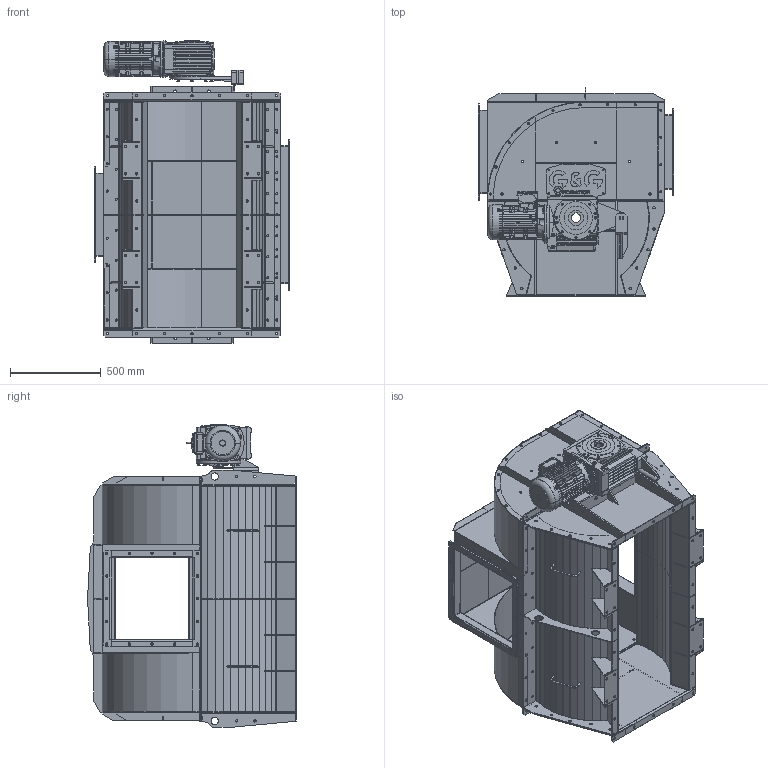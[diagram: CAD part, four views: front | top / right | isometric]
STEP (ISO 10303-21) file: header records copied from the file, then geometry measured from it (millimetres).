
FILE_DESCRIPTION (( 'STEP AP203' ), '1' );
FILE_NAME ('RS0006.STEP', '2023-11-30T12:09:37', ( '' ), ( '' ), 'SwSTEP 2.0', 'SolidWorks 2022', '' );
FILE_SCHEMA (( 'CONFIG_CONTROL_DESIGN' ));
Length unit declared in the file: millimetre
Products named in the file (47): RS-S184-10 - STRIP_Výchozí; SK32100AZD-100LPTF (1)_Výchozí; RS-S182-01 - FRONT_Výchozí; RS-S103-02 - STRIP_Výchozí; RS-S177-02 - STRIP_Výchozí; RS-S103-03 - STRIP_Výchozí; RS-S187-00 - WLDM SIDE; RS-S185-11 - FLANGE_Výchozí; RS-S177-04 - STRIP_Výchozí; RS-S103-00 - WLDM ANCHOR 125_Výchozí; SK32100AZD-100LPTF (2)_Výchozí; RS-S178-00 - WLDM SIDE COVER_Výchozí; RS-S184-09 - STRIP_Výchozí; RS-S182-05 - REINFORCEMENT_Výchozí; RS-S103-01 - ANGLE_Výchozí; RS-S187-03 - STRIP_Výchozí; RS-S184-15 - FLANGE_Výchozí; RS-S177-01 - COVER_Výchozí; RS-S187-04 - SUPPORT_Výchozí; NUT WELD - NW_M8; RS0006; RS-S185-03 - COVER_Výchozí; RS-S187-02 - FLANGE_Výchozí; RS-S184-04 - COVER_Výchozí; RU-D001-93 - PLACKA LOGO XM_NEREZ; RS-S182-00 - WLDM FRONT; RS-S177-03 - STRIP_Výchozí; RS-S182-03 - BEARING SUPPORT_Výchozí; RS-S184-08 - COVER-MIRR_Výchozí; RS-M002-19 - ASSY COVER; RS-S182-02 - REINFORCEMENT_Výchozí; RS-S184-02 - COVER_Výchozí; RS-S185-00 - WLDM COVER; RS-S177-00 - WLDM SIDE COVER_Výchozí; RS-S188-00 - WLDM SIDE; RS-S184-00 - WLDM COVER; RS-S184-14 - FLANGE_Výchozí; RSGG-80-12_Výchozí; CV-S004-02 - HANDLE RO_Výchozí; RS-S188-01 - SIDE_Výchozí ...
Assembly tree (77 placements, depth 5):
  RS0006
    RSGG-80-12_Výchozí
      RS-S187-00 - WLDM SIDE
        RS-S187-01 - SIDE_Výchozí
        RS-S187-02 - FLANGE_Výchozí  x2
        CV-S004-02 - HANDLE RO_Výchozí  x2
        RS-S187-03 - STRIP_Výchozí  x4
        RS-S187-04 - SUPPORT_Výchozí
      RS-S188-00 - WLDM SIDE
        RS-S188-01 - SIDE_Výchozí
        RS-S187-02 - FLANGE_Výchozí  x2
        CV-S004-02 - HANDLE RO_Výchozí  x2
        RS-S187-03 - STRIP_Výchozí  x4
        RS-S187-04 - SUPPORT_Výchozí
      RS-S182-00 - WLDM FRONT  x2
        RS-S182-01 - FRONT_Výchozí
        RS-S182-02 - REINFORCEMENT_Výchozí
        RS-S182-03 - BEARING SUPPORT_Výchozí
        RS-S182-05 - REINFORCEMENT_Výchozí
        NUT WELD - NW_M8
      RS-M002-19 - ASSY COVER
        RS-S184-00 - WLDM COVER
          RS-S184-01 - COVER_Výchozí
          RS-S184-02 - COVER_Výchozí  x2
          RS-S184-03 - FLANGE_Výchozí  x2
          RS-S184-04 - COVER_Výchozí
          RS-S184-14 - FLANGE_Výchozí  x2
          RS-S184-15 - FLANGE_Výchozí  x2
          RS-S184-08 - COVER-MIRR_Výchozí
          RS-S184-09 - STRIP_Výchozí
          RS-S184-10 - STRIP_Výchozí  x3
          RS-S184-11 - STRIP_Výchozí
        RS-S185-00 - WLDM COVER
          RS-S185-03 - COVER_Výchozí
          RS-S185-10 - FLANGE_Výchozí  x2
          RS-S185-11 - FLANGE_Výchozí  x2
        RS-S177-00 - WLDM SIDE COVER_Výchozí
          RS-S177-01 - COVER_Výchozí
          RS-S177-02 - STRIP_Výchozí
          RS-S177-03 - STRIP_Výchozí
          RS-S177-04 - STRIP_Výchozí
        RS-S178-00 - WLDM SIDE COVER_Výchozí
          RS-S178-01 - COVER_Výchozí
          RS-S177-02 - STRIP_Výchozí
          RS-S177-03 - STRIP_Výchozí
          RS-S177-04 - STRIP_Výchozí
      RU-D001-93 - PLACKA LOGO XM_NEREZ  x2
      SK32100AZD-100LPTF_Výchozí
        SK32100AZD-100LPTF (1)_Výchozí
        SK32100AZD-100LPTF (2)_Výchozí
      RS-S103-00 - WLDM ANCHOR 125_Výchozí
        RS-S103-01 - ANGLE_Výchozí
        RS-S103-02 - STRIP_Výchozí
        RS-S103-03 - STRIP_Výchozí
Bounding box: 1074.6 x 1149.97 x 1665.9 mm (x, y, z)
Volume: 46270017.2 mm3; surface area: 16956207.7 mm2
Topology: 80 solids, 103 shells, 4734 faces, 12476 edges, 7980 vertices
Faces by surface type: plane 2588, cylinder 1520, cone 439, bspline 99, torus 86, sphere 2
Entity records: 131663 total; most frequent: CARTESIAN_POINT 29794, ORIENTED_EDGE 20236, DIRECTION 20042, EDGE_CURVE 10118, AXIS2_PLACEMENT_3D 7142, VERTEX_POINT 6474, LINE 5758, VECTOR 5758
